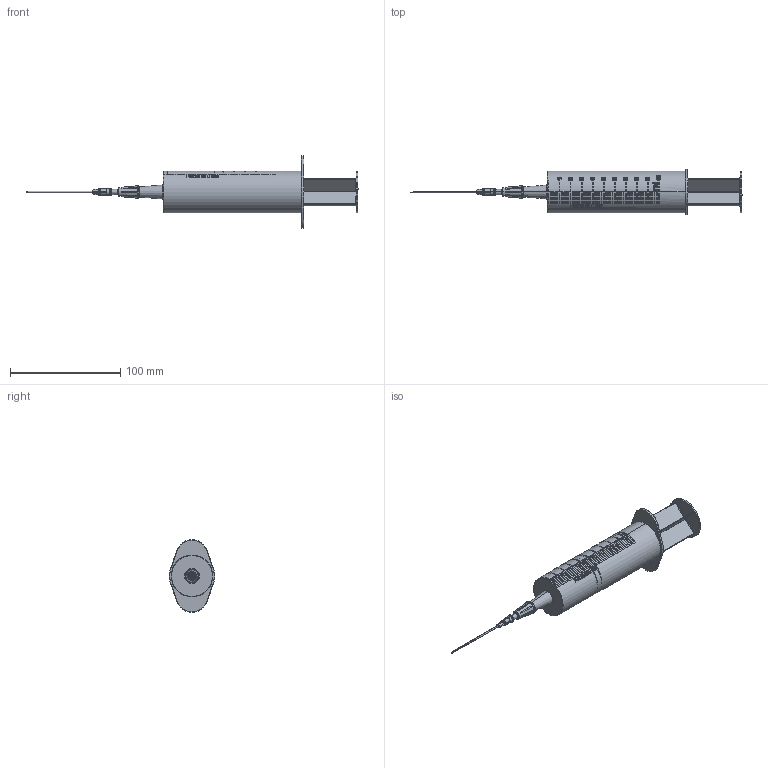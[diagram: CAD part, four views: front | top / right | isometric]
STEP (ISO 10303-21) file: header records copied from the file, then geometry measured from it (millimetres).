
FILE_DESCRIPTION (( 'STEP AP214' ), '1' );
FILE_NAME ('Syringe 100ml for glue gun.STEP', '2020-04-02T20:38:33', ( '' ), ( '' ), 'SwSTEP 2.0', 'SolidWorks 2016', '' );
FILE_SCHEMA (( 'AUTOMOTIVE_DESIGN' ));
Length unit declared in the file: millimetre
Products named in the file (8): 02S uszczelka tloka Strzykawka 100ml; Syringe 100ml for glue gun; zlozenie tlok  strzykawka; 01S tlokStrzykawka 100ml; zlozenie strzykawka; 05S korpus Strzykawka 100ml; 04S iglaStrzykawka 100ml; 03S przejsciowka Strzykawka 100ml
Assembly tree (7 placements, depth 3):
  Syringe 100ml for glue gun
    zlozenie strzykawka
      03S przejsciowka Strzykawka 100ml
      04S iglaStrzykawka 100ml
      05S korpus Strzykawka 100ml
    zlozenie tlok  strzykawka
      01S tlokStrzykawka 100ml
      02S uszczelka tloka Strzykawka 100ml
Bounding box: 300.7 x 41.2 x 65.72 mm (x, y, z)
Volume: 34488.5 mm3; surface area: 61469.7 mm2
Topology: 5 solids, 5 shells, 543 faces, 1638 edges, 1215 vertices
Faces by surface type: cylinder 225, torus 129, plane 112, bspline 36, cone 33, sphere 8
Entity records: 31183 total; most frequent: CARTESIAN_POINT 14316, ORIENTED_EDGE 3260, DIRECTION 2864, EDGE_CURVE 1630, VERTEX_POINT 1215, AXIS2_PLACEMENT_3D 1191, CIRCLE 672, EDGE_LOOP 665
